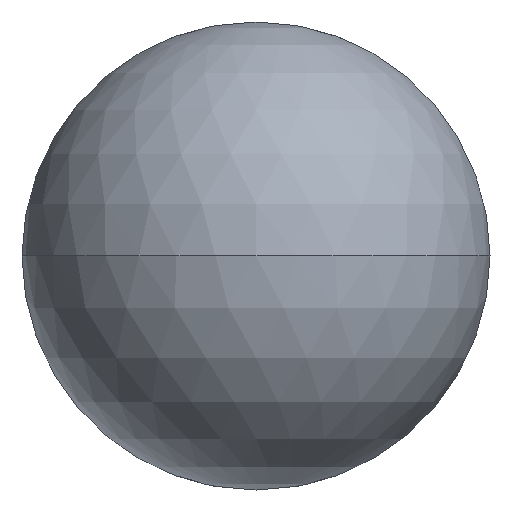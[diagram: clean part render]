
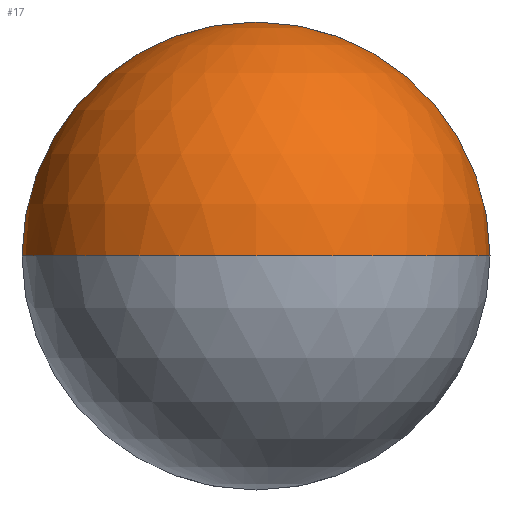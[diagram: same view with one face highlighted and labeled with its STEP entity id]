
A CAD part, front view. The second image highlights one B-rep face of the part: STEP entity #17.
In plain terms, the highlighted spherical face has radius 5.556 mm.
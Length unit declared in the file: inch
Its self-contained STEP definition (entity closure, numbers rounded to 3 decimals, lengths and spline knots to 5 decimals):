
#12 = CARTESIAN_POINT ( 'NONE',  ( 0., 0.21875, 0. ) ) ;
#13 = CARTESIAN_POINT ( 'NONE',  ( 0., 0.21875, 0. ) ) ;
#15 = DIRECTION ( 'NONE',  ( 0., 0., -1. ) ) ;
#17 = ADVANCED_FACE ( 'NONE', ( #315 ), #336, .T. ) ;
#35 = CARTESIAN_POINT ( 'NONE',  ( 0.21875, 0.21875, 0. ) ) ;
#40 = AXIS2_PLACEMENT_3D ( 'NONE', #51, #283, #15 ) ;
#44 = CARTESIAN_POINT ( 'NONE',  ( -0.21875, 0.21875, 0. ) ) ;
#51 = CARTESIAN_POINT ( 'NONE',  ( 0., 0.21875, 0. ) ) ;
#52 = VERTEX_POINT ( 'NONE', #267 ) ;
#59 = CIRCLE ( 'NONE', #99, 0.21875 ) ;
#67 = EDGE_CURVE ( 'NONE', #232, #52, #59, .T. ) ;
#71 = DIRECTION ( 'NONE',  ( 0., -1., 0. ) ) ;
#73 = CIRCLE ( 'NONE', #40, 0.21875 ) ;
#95 = DIRECTION ( 'NONE',  ( 1., 0., 0. ) ) ;
#99 = AXIS2_PLACEMENT_3D ( 'NONE', #13, #136, #363 ) ;
#100 = AXIS2_PLACEMENT_3D ( 'NONE', #12, #134, #95 ) ;
#114 = EDGE_CURVE ( 'NONE', #368, #259, #73, .T. ) ;
#129 = AXIS2_PLACEMENT_3D ( 'NONE', #151, #71, #167 ) ;
#134 = DIRECTION ( 'NONE',  ( 0., 0., 1. ) ) ;
#136 = DIRECTION ( 'NONE',  ( 0., 0., -1. ) ) ;
#147 = CIRCLE ( 'NONE', #129, 0.21875 ) ;
#150 = CARTESIAN_POINT ( 'NONE',  ( 0., 0.21875, 0.21875 ) ) ;
#151 = CARTESIAN_POINT ( 'NONE',  ( 0., 0.21875, 0. ) ) ;
#156 = DIRECTION ( 'NONE',  ( 1., 0., 0. ) ) ;
#161 = CIRCLE ( 'NONE', #100, 0.21875 ) ;
#167 = DIRECTION ( 'NONE',  ( 0., 0., -1. ) ) ;
#169 = ORIENTED_EDGE ( 'NONE', *, *, #114, .T. ) ;
#180 = AXIS2_PLACEMENT_3D ( 'NONE', #333, #295, #156 ) ;
#203 = ORIENTED_EDGE ( 'NONE', *, *, #237, .T. ) ;
#208 = EDGE_CURVE ( 'NONE', #259, #52, #161, .T. ) ;
#232 = VERTEX_POINT ( 'NONE', #35 ) ;
#233 = ORIENTED_EDGE ( 'NONE', *, *, #67, .F. ) ;
#237 = EDGE_CURVE ( 'NONE', #232, #368, #147, .T. ) ;
#259 = VERTEX_POINT ( 'NONE', #44 ) ;
#267 = CARTESIAN_POINT ( 'NONE',  ( 0., 0., 0. ) ) ;
#283 = DIRECTION ( 'NONE',  ( 0., -1., 0. ) ) ;
#295 = DIRECTION ( 'NONE',  ( 0., 0., 1. ) ) ;
#315 = FACE_OUTER_BOUND ( 'NONE', #318, .T. ) ;
#318 = EDGE_LOOP ( 'NONE', ( #169, #326, #233, #203 ) ) ;
#326 = ORIENTED_EDGE ( 'NONE', *, *, #208, .T. ) ;
#333 = CARTESIAN_POINT ( 'NONE',  ( 0., 0.21875, 0. ) ) ;
#336 = SPHERICAL_SURFACE ( 'NONE', #180, 0.21875 ) ;
#363 = DIRECTION ( 'NONE',  ( -1., 0., 0. ) ) ;
#368 = VERTEX_POINT ( 'NONE', #150 ) ;
